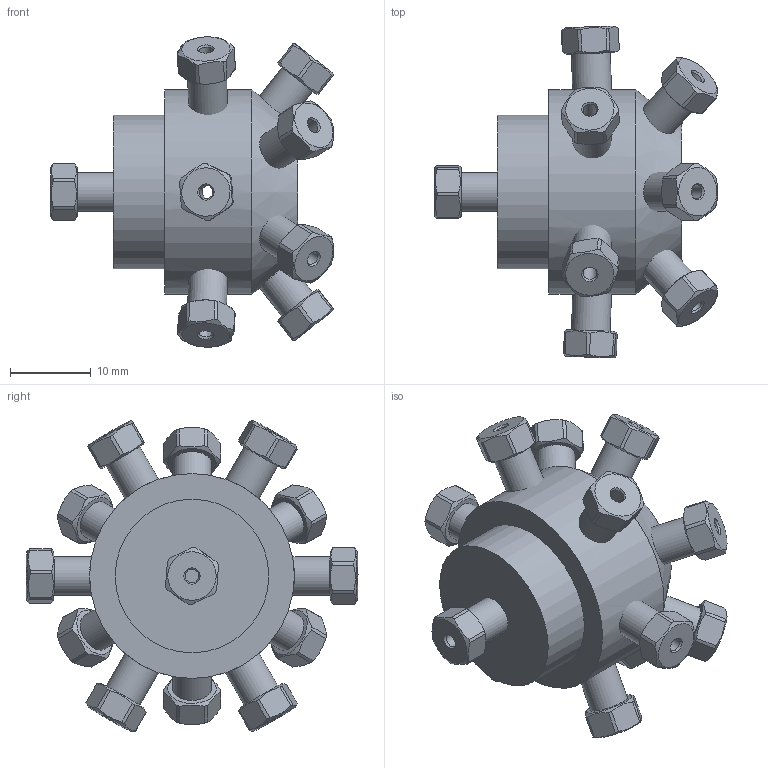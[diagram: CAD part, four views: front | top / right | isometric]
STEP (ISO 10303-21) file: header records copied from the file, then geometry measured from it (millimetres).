
FILE_DESCRIPTION((''),'2;1');
FILE_NAME('305218-Z12M1 Manifold 1-16.stp','2013-08-21T16:42:05',('Franzp'),(''),'Autodesk Inventor 2013','Autodesk Inventor 2013','');
FILE_SCHEMA(('AUTOMOTIVE_DESIGN { 1 0 10303 214 1 1 1 1 }'));
Length unit declared in the file: millimetre
Products named in the file (1): 305218_Shrinkwrap_1
Bounding box: 35.08 x 41.18 x 38.49 mm (x, y, z)
Surface area: 5882.2 mm2 (no closed solid volume)
Topology: 0 solids, 15 shells, 258 faces, 704 edges, 473 vertices
Faces by surface type: plane 106, cylinder 106, cone 46
Full cylindrical faces by diameter (mm): 1.727 x13, 4.826 x13, 19.05 x1, 25.4 x1
Entity records: 8034 total; most frequent: CARTESIAN_POINT 1977, DIRECTION 1192, ORIENTED_EDGE 1125, EDGE_CURVE 583, AXIS2_PLACEMENT_3D 518, VERTEX_POINT 427, EDGE_LOOP 371, CIRCLE 259
